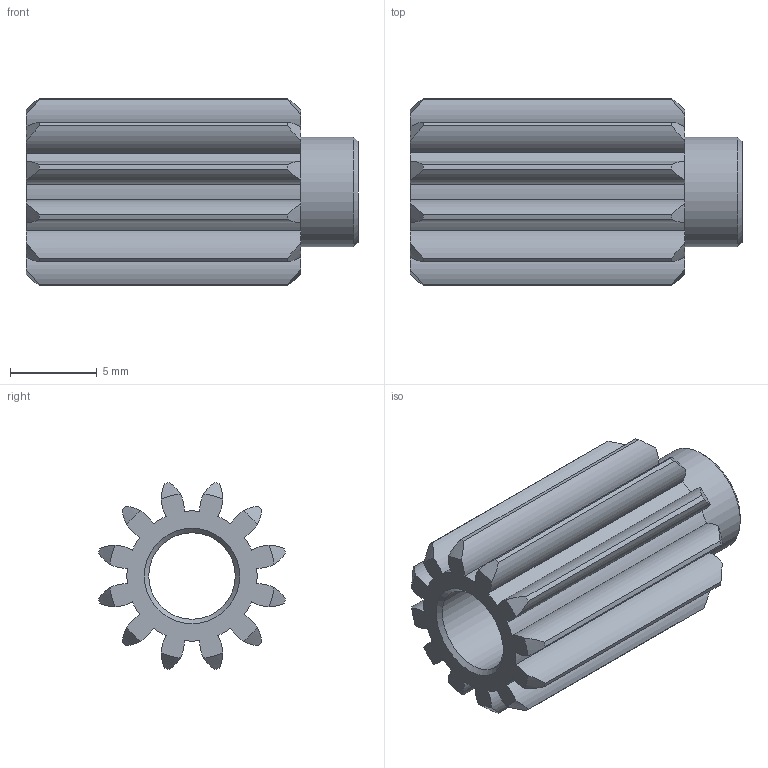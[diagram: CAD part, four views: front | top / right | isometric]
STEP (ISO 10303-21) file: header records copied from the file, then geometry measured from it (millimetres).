
FILE_DESCRIPTION (( 'STEP AP214' ), '1' );
FILE_NAME ('am-3657 12T 32DP 5mm Bore Gear R2.STEP', '2021-10-05T15:00:12', ( '' ), ( '' ), 'SwSTEP 2.0', 'SolidWorks 2021', '' );
FILE_SCHEMA (( 'AUTOMOTIVE_DESIGN' ));
Length unit declared in the file: inch
Products named in the file (1): am-3657 12T 32DP 5mm Bore Gear R2
Bounding box: 19.18 x 10.8 x 10.8 mm (x, y, z)
Volume: 777.7 mm3; surface area: 1407.7 mm2
Topology: 1 solids, 1 shells, 80 faces, 229 edges, 152 vertices
Faces by surface type: cylinder 50, cone 27, plane 3
Full cylindrical faces by diameter (mm): 5 x1, 6.35 x1
Entity records: 2838 total; most frequent: CARTESIAN_POINT 695, DIRECTION 464, ORIENTED_EDGE 446, EDGE_CURVE 223, AXIS2_PLACEMENT_3D 208, VERTEX_POINT 151, CIRCLE 127, EDGE_LOOP 88
